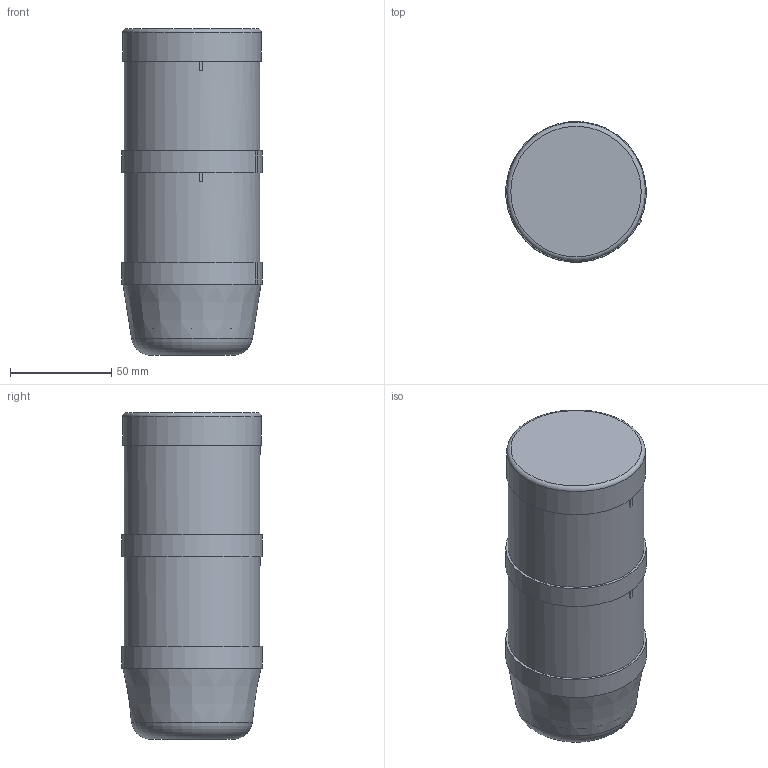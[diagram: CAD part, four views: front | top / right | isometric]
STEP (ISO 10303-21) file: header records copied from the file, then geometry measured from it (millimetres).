
FILE_DESCRIPTION((''),'2;1');
FILE_NAME('127390.stp','2019-09-30T15:00:44',('e.eickhoff'),(''),'Autodesk Inventor 2012','Autodesk Inventor 2012','');
FILE_SCHEMA(('AUTOMOTIVE_DESIGN { 1 0 10303 214 1 1 1 1 }'));
Length unit declared in the file: millimetre
Products named in the file (5): 127390; Rot; Deckel; Gelb; Grundmodule
Assembly tree (4 placements, depth 2):
  127390
    Rot
    Deckel
    Gelb
    Grundmodule
Bounding box: 69.3 x 69.3 x 161.5 mm (x, y, z)
Volume: 140000.4 mm3; surface area: 109635.3 mm2
Topology: 4 solids, 4 shells, 71 faces, 129 edges, 85 vertices
Faces by surface type: plane 41, cylinder 25, torus 4, cone 1
Full cylindrical faces by diameter (mm): 15.6 x2, 17.9 x1, 19.6 x2, 20.9 x1, 22.563 x1, 26.5 x1, 28.5 x1, 60.2 x1, 61.5 x2, 63.2 x1, 63.5 x4, 63.7 x1, 63.9 x2, 67 x2, 68.5 x1
Entity records: 1805 total; most frequent: DIRECTION 316, CARTESIAN_POINT 260, ORIENTED_EDGE 196, AXIS2_PLACEMENT_3D 138, EDGE_LOOP 124, EDGE_CURVE 98, VERTEX_POINT 82, FACE_OUTER_BOUND 71
